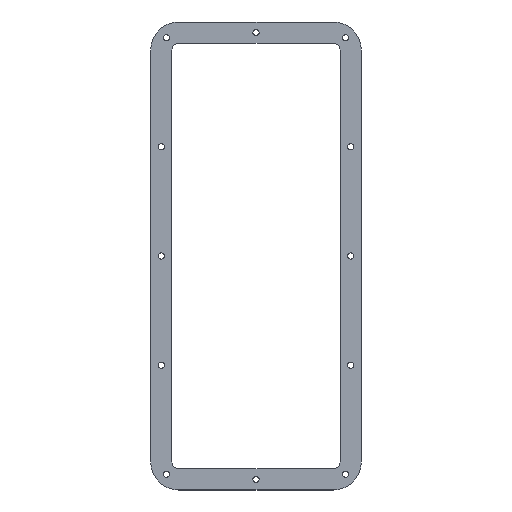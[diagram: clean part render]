
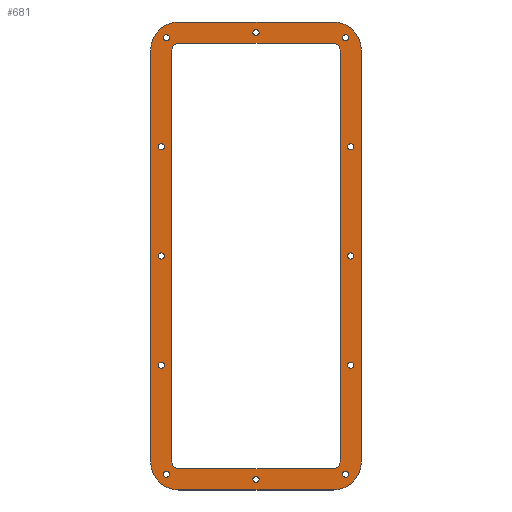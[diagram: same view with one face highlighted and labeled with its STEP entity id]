
A CAD part, top view. The second image highlights one B-rep face of the part: STEP entity #681.
In plain terms, the highlighted planar face has unit normal (0, 0, 1).
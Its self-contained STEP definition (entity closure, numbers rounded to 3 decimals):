
#15=FACE_BOUND('',#110,.T.);
#16=FACE_BOUND('',#111,.T.);
#17=FACE_BOUND('',#112,.T.);
#18=FACE_BOUND('',#113,.T.);
#19=FACE_BOUND('',#114,.T.);
#20=FACE_BOUND('',#115,.T.);
#21=FACE_BOUND('',#116,.T.);
#22=FACE_BOUND('',#117,.T.);
#23=FACE_BOUND('',#118,.T.);
#24=FACE_BOUND('',#119,.T.);
#25=FACE_BOUND('',#120,.T.);
#26=FACE_BOUND('',#121,.T.);
#27=FACE_BOUND('',#122,.T.);
#49=PLANE('',#783);
#79=FACE_OUTER_BOUND('',#109,.T.);
#109=EDGE_LOOP('',(#565,#566,#567,#568,#569,#570,#571,#572));
#110=EDGE_LOOP('',(#573));
#111=EDGE_LOOP('',(#574));
#112=EDGE_LOOP('',(#575));
#113=EDGE_LOOP('',(#576));
#114=EDGE_LOOP('',(#577));
#115=EDGE_LOOP('',(#578));
#116=EDGE_LOOP('',(#579));
#117=EDGE_LOOP('',(#580));
#118=EDGE_LOOP('',(#581));
#119=EDGE_LOOP('',(#582));
#120=EDGE_LOOP('',(#583));
#121=EDGE_LOOP('',(#584));
#122=EDGE_LOOP('',(#585,#586,#587,#588,#589,#590,#591,#592));
#151=LINE('',#1099,#195);
#155=LINE('',#1111,#199);
#159=LINE('',#1123,#203);
#163=LINE('',#1135,#207);
#168=LINE('',#1153,#212);
#172=LINE('',#1165,#216);
#176=LINE('',#1177,#220);
#180=LINE('',#1187,#224);
#195=VECTOR('',#899,10.);
#199=VECTOR('',#911,10.);
#203=VECTOR('',#923,10.);
#207=VECTOR('',#935,10.);
#212=VECTOR('',#954,10.);
#216=VECTOR('',#966,10.);
#220=VECTOR('',#978,10.);
#224=VECTOR('',#990,10.);
#227=CIRCLE('',#706,2.05);
#230=CIRCLE('',#710,2.05);
#233=CIRCLE('',#714,2.05);
#236=CIRCLE('',#718,2.05);
#239=CIRCLE('',#722,2.05);
#242=CIRCLE('',#726,2.05);
#245=CIRCLE('',#730,2.05);
#248=CIRCLE('',#734,2.05);
#251=CIRCLE('',#738,2.05);
#254=CIRCLE('',#742,2.05);
#257=CIRCLE('',#746,2.05);
#260=CIRCLE('',#750,2.05);
#262=CIRCLE('',#754,4.5);
#264=CIRCLE('',#758,4.5);
#266=CIRCLE('',#762,4.5);
#268=CIRCLE('',#766,4.5);
#270=CIRCLE('',#769,18.5);
#272=CIRCLE('',#773,18.5);
#274=CIRCLE('',#777,18.5);
#276=CIRCLE('',#781,18.5);
#279=VERTEX_POINT('',#1001);
#282=VERTEX_POINT('',#1009);
#285=VERTEX_POINT('',#1017);
#288=VERTEX_POINT('',#1025);
#291=VERTEX_POINT('',#1033);
#294=VERTEX_POINT('',#1041);
#297=VERTEX_POINT('',#1049);
#300=VERTEX_POINT('',#1057);
#303=VERTEX_POINT('',#1065);
#306=VERTEX_POINT('',#1073);
#309=VERTEX_POINT('',#1081);
#312=VERTEX_POINT('',#1089);
#315=VERTEX_POINT('',#1096);
#316=VERTEX_POINT('',#1098);
#318=VERTEX_POINT('',#1104);
#320=VERTEX_POINT('',#1110);
#322=VERTEX_POINT('',#1116);
#324=VERTEX_POINT('',#1122);
#326=VERTEX_POINT('',#1128);
#328=VERTEX_POINT('',#1134);
#331=VERTEX_POINT('',#1144);
#332=VERTEX_POINT('',#1146);
#334=VERTEX_POINT('',#1152);
#336=VERTEX_POINT('',#1158);
#338=VERTEX_POINT('',#1164);
#340=VERTEX_POINT('',#1170);
#342=VERTEX_POINT('',#1176);
#344=VERTEX_POINT('',#1182);
#348=EDGE_CURVE('',#279,#279,#227,.T.);
#352=EDGE_CURVE('',#282,#282,#230,.T.);
#356=EDGE_CURVE('',#285,#285,#233,.T.);
#360=EDGE_CURVE('',#288,#288,#236,.T.);
#364=EDGE_CURVE('',#291,#291,#239,.T.);
#368=EDGE_CURVE('',#294,#294,#242,.T.);
#372=EDGE_CURVE('',#297,#297,#245,.T.);
#376=EDGE_CURVE('',#300,#300,#248,.T.);
#380=EDGE_CURVE('',#303,#303,#251,.T.);
#384=EDGE_CURVE('',#306,#306,#254,.T.);
#388=EDGE_CURVE('',#309,#309,#257,.T.);
#392=EDGE_CURVE('',#312,#312,#260,.T.);
#395=EDGE_CURVE('',#316,#315,#151,.T.);
#398=EDGE_CURVE('',#318,#316,#262,.T.);
#401=EDGE_CURVE('',#320,#318,#155,.T.);
#404=EDGE_CURVE('',#322,#320,#264,.T.);
#407=EDGE_CURVE('',#324,#322,#159,.T.);
#410=EDGE_CURVE('',#326,#324,#266,.T.);
#413=EDGE_CURVE('',#328,#326,#163,.T.);
#416=EDGE_CURVE('',#315,#328,#268,.T.);
#419=EDGE_CURVE('',#332,#331,#270,.T.);
#422=EDGE_CURVE('',#334,#332,#168,.T.);
#425=EDGE_CURVE('',#336,#334,#272,.T.);
#428=EDGE_CURVE('',#338,#336,#172,.T.);
#431=EDGE_CURVE('',#340,#338,#274,.T.);
#434=EDGE_CURVE('',#342,#340,#176,.T.);
#437=EDGE_CURVE('',#344,#342,#276,.T.);
#440=EDGE_CURVE('',#331,#344,#180,.T.);
#565=ORIENTED_EDGE('',*,*,#440,.T.);
#566=ORIENTED_EDGE('',*,*,#437,.T.);
#567=ORIENTED_EDGE('',*,*,#434,.T.);
#568=ORIENTED_EDGE('',*,*,#431,.T.);
#569=ORIENTED_EDGE('',*,*,#428,.T.);
#570=ORIENTED_EDGE('',*,*,#425,.T.);
#571=ORIENTED_EDGE('',*,*,#422,.T.);
#572=ORIENTED_EDGE('',*,*,#419,.T.);
#573=ORIENTED_EDGE('',*,*,#348,.T.);
#574=ORIENTED_EDGE('',*,*,#352,.T.);
#575=ORIENTED_EDGE('',*,*,#356,.T.);
#576=ORIENTED_EDGE('',*,*,#360,.T.);
#577=ORIENTED_EDGE('',*,*,#364,.T.);
#578=ORIENTED_EDGE('',*,*,#368,.T.);
#579=ORIENTED_EDGE('',*,*,#372,.T.);
#580=ORIENTED_EDGE('',*,*,#376,.T.);
#581=ORIENTED_EDGE('',*,*,#380,.T.);
#582=ORIENTED_EDGE('',*,*,#384,.T.);
#583=ORIENTED_EDGE('',*,*,#388,.T.);
#584=ORIENTED_EDGE('',*,*,#392,.T.);
#585=ORIENTED_EDGE('',*,*,#416,.T.);
#586=ORIENTED_EDGE('',*,*,#413,.T.);
#587=ORIENTED_EDGE('',*,*,#410,.T.);
#588=ORIENTED_EDGE('',*,*,#407,.T.);
#589=ORIENTED_EDGE('',*,*,#404,.T.);
#590=ORIENTED_EDGE('',*,*,#401,.T.);
#591=ORIENTED_EDGE('',*,*,#398,.T.);
#592=ORIENTED_EDGE('',*,*,#395,.T.);
#681=ADVANCED_FACE('',(#79,#15,#16,#17,#18,#19,#20,#21,#22,#23,#24,#25,
#26,#27),#49,.T.);
#706=AXIS2_PLACEMENT_3D('',#1003,#794,#795);
#710=AXIS2_PLACEMENT_3D('',#1011,#803,#804);
#714=AXIS2_PLACEMENT_3D('',#1019,#812,#813);
#718=AXIS2_PLACEMENT_3D('',#1027,#821,#822);
#722=AXIS2_PLACEMENT_3D('',#1035,#830,#831);
#726=AXIS2_PLACEMENT_3D('',#1043,#839,#840);
#730=AXIS2_PLACEMENT_3D('',#1051,#848,#849);
#734=AXIS2_PLACEMENT_3D('',#1059,#857,#858);
#738=AXIS2_PLACEMENT_3D('',#1067,#866,#867);
#742=AXIS2_PLACEMENT_3D('',#1075,#875,#876);
#746=AXIS2_PLACEMENT_3D('',#1083,#884,#885);
#750=AXIS2_PLACEMENT_3D('',#1091,#893,#894);
#754=AXIS2_PLACEMENT_3D('',#1105,#905,#906);
#758=AXIS2_PLACEMENT_3D('',#1117,#917,#918);
#762=AXIS2_PLACEMENT_3D('',#1129,#929,#930);
#766=AXIS2_PLACEMENT_3D('',#1139,#941,#942);
#769=AXIS2_PLACEMENT_3D('',#1147,#948,#949);
#773=AXIS2_PLACEMENT_3D('',#1159,#960,#961);
#777=AXIS2_PLACEMENT_3D('',#1171,#972,#973);
#781=AXIS2_PLACEMENT_3D('',#1183,#984,#985);
#783=AXIS2_PLACEMENT_3D('',#1188,#991,#992);
#794=DIRECTION('center_axis',(0.,0.,-1.));
#795=DIRECTION('ref_axis',(1.,0.,0.));
#803=DIRECTION('center_axis',(0.,0.,-1.));
#804=DIRECTION('ref_axis',(1.,0.,0.));
#812=DIRECTION('center_axis',(0.,0.,-1.));
#813=DIRECTION('ref_axis',(1.,0.,0.));
#821=DIRECTION('center_axis',(0.,0.,-1.));
#822=DIRECTION('ref_axis',(1.,0.,0.));
#830=DIRECTION('center_axis',(0.,0.,-1.));
#831=DIRECTION('ref_axis',(1.,0.,0.));
#839=DIRECTION('center_axis',(0.,0.,-1.));
#840=DIRECTION('ref_axis',(1.,0.,0.));
#848=DIRECTION('center_axis',(0.,0.,-1.));
#849=DIRECTION('ref_axis',(1.,0.,0.));
#857=DIRECTION('center_axis',(0.,0.,-1.));
#858=DIRECTION('ref_axis',(1.,0.,0.));
#866=DIRECTION('center_axis',(0.,0.,-1.));
#867=DIRECTION('ref_axis',(1.,0.,0.));
#875=DIRECTION('center_axis',(0.,0.,-1.));
#876=DIRECTION('ref_axis',(1.,0.,0.));
#884=DIRECTION('center_axis',(0.,0.,-1.));
#885=DIRECTION('ref_axis',(1.,0.,0.));
#893=DIRECTION('center_axis',(0.,0.,-1.));
#894=DIRECTION('ref_axis',(1.,0.,0.));
#899=DIRECTION('',(1.,0.,0.));
#905=DIRECTION('center_axis',(0.,0.,-1.));
#906=DIRECTION('ref_axis',(0.,-1.,0.));
#911=DIRECTION('',(0.,1.,0.));
#917=DIRECTION('center_axis',(0.,0.,-1.));
#918=DIRECTION('ref_axis',(1.,0.,0.));
#923=DIRECTION('',(-1.,0.,0.));
#929=DIRECTION('center_axis',(0.,0.,-1.));
#930=DIRECTION('ref_axis',(0.,1.,0.));
#935=DIRECTION('',(0.,-1.,0.));
#941=DIRECTION('center_axis',(0.,0.,-1.));
#942=DIRECTION('ref_axis',(-1.,0.,0.));
#948=DIRECTION('center_axis',(0.,0.,1.));
#949=DIRECTION('ref_axis',(0.,-1.,0.));
#954=DIRECTION('',(1.,0.,0.));
#960=DIRECTION('center_axis',(0.,0.,1.));
#961=DIRECTION('ref_axis',(-1.,0.,0.));
#966=DIRECTION('',(0.,-1.,0.));
#972=DIRECTION('center_axis',(0.,0.,1.));
#973=DIRECTION('ref_axis',(0.,1.,0.));
#978=DIRECTION('',(-1.,0.,0.));
#984=DIRECTION('center_axis',(0.,0.,1.));
#985=DIRECTION('ref_axis',(1.,0.,0.));
#990=DIRECTION('',(0.,1.,0.));
#991=DIRECTION('center_axis',(0.,0.,1.));
#992=DIRECTION('ref_axis',(1.,0.,0.));
#1001=CARTESIAN_POINT('',(8.818,10.868,0.5));
#1003=CARTESIAN_POINT('Origin',(10.868,10.868,0.5));
#1009=CARTESIAN_POINT('',(127.082,10.868,0.5));
#1011=CARTESIAN_POINT('Origin',(129.132,10.868,0.5));
#1017=CARTESIAN_POINT('',(5.45,155.,0.5));
#1019=CARTESIAN_POINT('Origin',(7.5,155.,0.5));
#1025=CARTESIAN_POINT('',(130.45,227.066,0.5));
#1027=CARTESIAN_POINT('Origin',(132.5,227.066,0.5));
#1033=CARTESIAN_POINT('',(8.818,299.132,0.5));
#1035=CARTESIAN_POINT('Origin',(10.868,299.132,0.5));
#1041=CARTESIAN_POINT('',(127.082,299.132,0.5));
#1043=CARTESIAN_POINT('Origin',(129.132,299.132,0.5));
#1049=CARTESIAN_POINT('',(67.95,302.5,0.5));
#1051=CARTESIAN_POINT('Origin',(70.,302.5,0.5));
#1057=CARTESIAN_POINT('',(5.45,227.066,0.5));
#1059=CARTESIAN_POINT('Origin',(7.5,227.066,0.5));
#1065=CARTESIAN_POINT('',(130.45,155.,0.5));
#1067=CARTESIAN_POINT('Origin',(132.5,155.,0.5));
#1073=CARTESIAN_POINT('',(130.45,82.934,0.5));
#1075=CARTESIAN_POINT('Origin',(132.5,82.934,0.5));
#1081=CARTESIAN_POINT('',(67.95,7.5,0.5));
#1083=CARTESIAN_POINT('Origin',(70.,7.5,0.5));
#1089=CARTESIAN_POINT('',(5.45,82.934,0.5));
#1091=CARTESIAN_POINT('Origin',(7.5,82.934,0.5));
#1096=CARTESIAN_POINT('',(121.,295.5,0.5));
#1098=CARTESIAN_POINT('',(19.,295.5,0.5));
#1099=CARTESIAN_POINT('',(19.,295.5,0.5));
#1104=CARTESIAN_POINT('',(14.5,291.,0.5));
#1105=CARTESIAN_POINT('Origin',(19.,291.,0.5));
#1110=CARTESIAN_POINT('',(14.5,19.,0.5));
#1111=CARTESIAN_POINT('',(14.5,19.,0.5));
#1116=CARTESIAN_POINT('',(19.,14.5,0.5));
#1117=CARTESIAN_POINT('Origin',(19.,19.,0.5));
#1122=CARTESIAN_POINT('',(121.,14.5,0.5));
#1123=CARTESIAN_POINT('',(121.,14.5,0.5));
#1128=CARTESIAN_POINT('',(125.5,19.,0.5));
#1129=CARTESIAN_POINT('Origin',(121.,19.,0.5));
#1134=CARTESIAN_POINT('',(125.5,291.,0.5));
#1135=CARTESIAN_POINT('',(125.5,291.,0.5));
#1139=CARTESIAN_POINT('Origin',(121.,291.,0.5));
#1144=CARTESIAN_POINT('',(139.5,19.,0.5));
#1146=CARTESIAN_POINT('',(121.,0.5,0.5));
#1147=CARTESIAN_POINT('Origin',(121.,19.,0.5));
#1152=CARTESIAN_POINT('',(19.,0.5,0.5));
#1153=CARTESIAN_POINT('',(19.,0.5,0.5));
#1158=CARTESIAN_POINT('',(0.5,19.,0.5));
#1159=CARTESIAN_POINT('Origin',(19.,19.,0.5));
#1164=CARTESIAN_POINT('',(0.5,291.,0.5));
#1165=CARTESIAN_POINT('',(0.5,291.,0.5));
#1170=CARTESIAN_POINT('',(19.,309.5,0.5));
#1171=CARTESIAN_POINT('Origin',(19.,291.,0.5));
#1176=CARTESIAN_POINT('',(121.,309.5,0.5));
#1177=CARTESIAN_POINT('',(121.,309.5,0.5));
#1182=CARTESIAN_POINT('',(139.5,291.,0.5));
#1183=CARTESIAN_POINT('Origin',(121.,291.,0.5));
#1187=CARTESIAN_POINT('',(139.5,19.,0.5));
#1188=CARTESIAN_POINT('Origin',(70.,155.,0.5));
